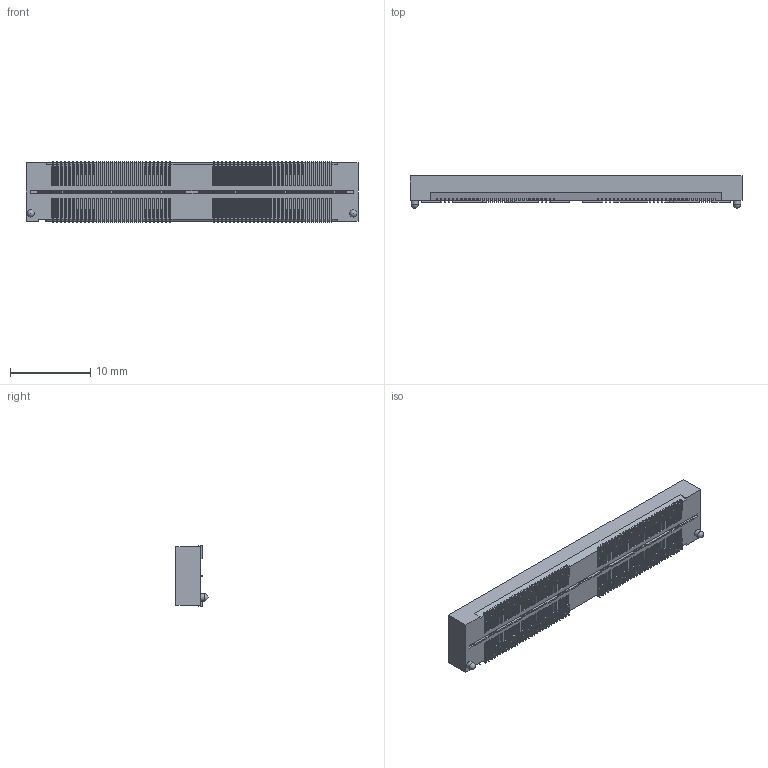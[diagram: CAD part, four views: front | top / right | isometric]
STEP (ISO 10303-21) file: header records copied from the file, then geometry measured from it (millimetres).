
FILE_DESCRIPTION(/* description */ ('STEP AP214'),/* implementation_level */ '2;1');
FILE_NAME(/* name */ 'QSH-060-01-F-D-A',/* time_stamp */ '2022-08-30T17:06:38+02:00',/* author */ ('License CC BY-ND 4.0'),/* organization */ ('CADENAS'),/* preprocessor_version */ 'ST-DEVELOPER v18.102',/* originating_system */ 'PARTsolutions',/* authorisation */ ' ');
FILE_SCHEMA (('AUTOMOTIVE_DESIGN {1 0 10303 214 3 1 1}'));
Products named in the file (4): QSH-060-01-F-D-A; C-126-21-060-D; T-1G2-01-060; TQSH-060-01-D-A_terminal
Assembly tree (5 placements, depth 2):
  QSH-060-01-F-D-A
    C-126-21-060-D  x2
    T-1G2-01-060  x2
    TQSH-060-01-D-A_terminal
Bounding box: 41.31 x 4 x 7.49 mm (x, y, z)
Volume: 551.8 mm3; surface area: 3050 mm2
Topology: 5 solids, 5 shells, 3668 faces, 10955 edges, 7304 vertices
Faces by surface type: plane 3168, cylinder 498, sphere 2
Full cylindrical faces by diameter (mm): 0.889 x2
Entity records: 81779 total; most frequent: CARTESIAN_POINT 14749, ORIENTED_EDGE 14726, DIRECTION 12815, EDGE_CURVE 7363, LINE 6863, VECTOR 6863, VERTEX_POINT 4910, AXIS2_PLACEMENT_3D 2976
